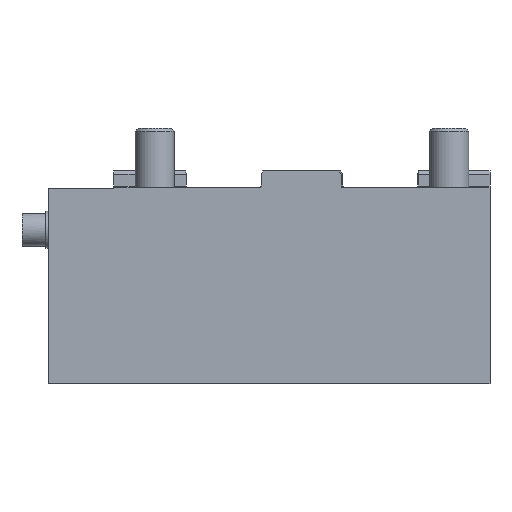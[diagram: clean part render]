
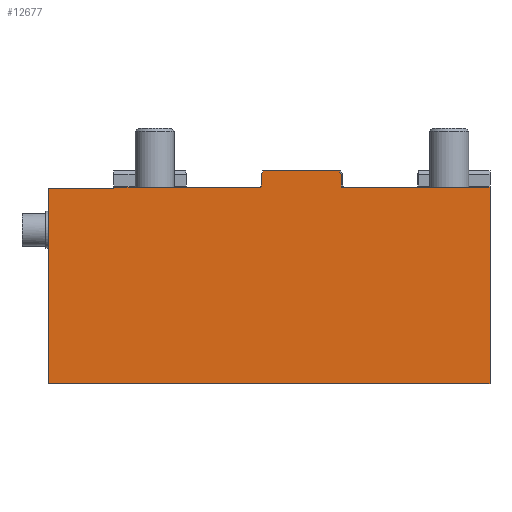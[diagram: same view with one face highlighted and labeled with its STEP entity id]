
A CAD part, front view. The second image highlights one B-rep face of the part: STEP entity #12677.
In plain terms, the highlighted planar face has unit normal (0, 1, 0).
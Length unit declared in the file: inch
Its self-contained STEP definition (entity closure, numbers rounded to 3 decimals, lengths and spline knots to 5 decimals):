
#9 = CARTESIAN_POINT ( 'NONE',  ( -0.49193, -2.20472, 0.01575 ) ) ;
#29 = LINE ( 'NONE', #5062, #10776 ) ;
#60 = DIRECTION ( 'NONE',  ( 0., 0., 1. ) ) ;
#140 = DIRECTION ( 'NONE',  ( 0., 1., 0. ) ) ;
#192 = CARTESIAN_POINT ( 'NONE',  ( -3.05118, -2.20472, -2.3622 ) ) ;
#211 = EDGE_CURVE ( 'NONE', #15052, #13024, #2555, .T. ) ;
#359 = ORIENTED_EDGE ( 'NONE', *, *, #7311, .F. ) ;
#431 = VECTOR ( 'NONE', #10994, 39.37008 ) ;
#528 = VECTOR ( 'NONE', #3966, 39.37008 ) ;
#549 = LINE ( 'NONE', #8034, #2381 ) ;
#725 = CARTESIAN_POINT ( 'NONE',  ( 0., -2.20472, 0.19685 ) ) ;
#838 = EDGE_CURVE ( 'NONE', #8796, #12375, #15737, .T. ) ;
#874 = VECTOR ( 'NONE', #3158, 39.37008 ) ;
#1116 = VECTOR ( 'NONE', #2766, 39.37008 ) ;
#1164 = DIRECTION ( 'NONE',  ( 0., 0., -1. ) ) ;
#1443 = VERTEX_POINT ( 'NONE', #13745 ) ;
#1682 = DIRECTION ( 'NONE',  ( 1., 0., 0. ) ) ;
#1699 = ORIENTED_EDGE ( 'NONE', *, *, #7025, .T. ) ;
#1883 = CARTESIAN_POINT ( 'NONE',  ( 0.47244, -2.20472, 0.15748 ) ) ;
#2334 = ORIENTED_EDGE ( 'NONE', *, *, #3469, .T. ) ;
#2381 = VECTOR ( 'NONE', #1682, 39.37008 ) ;
#2455 = LINE ( 'NONE', #9860, #431 ) ;
#2546 = CARTESIAN_POINT ( 'NONE',  ( 0., -2.20472, 0. ) ) ;
#2555 = CIRCLE ( 'NONE', #7987, 0.01575 ) ;
#2588 = DIRECTION ( 'NONE',  ( 0., 1., 0. ) ) ;
#2766 = DIRECTION ( 'NONE',  ( 0., 0., 1. ) ) ;
#2959 = CARTESIAN_POINT ( 'NONE',  ( 2.26378, -2.20472, 0. ) ) ;
#3096 = DIRECTION ( 'NONE',  ( 0.5, 0., 0.866 ) ) ;
#3158 = DIRECTION ( 'NONE',  ( -1., 0., 0. ) ) ;
#3469 = EDGE_CURVE ( 'NONE', #6366, #11772, #5342, .T. ) ;
#3797 = ORIENTED_EDGE ( 'NONE', *, *, #4119, .T. ) ;
#3871 = CARTESIAN_POINT ( 'NONE',  ( -0.50768, -2.20472, 0.01575 ) ) ;
#3966 = DIRECTION ( 'NONE',  ( 1., 0., 0. ) ) ;
#4073 = VECTOR ( 'NONE', #11792, 39.37008 ) ;
#4119 = EDGE_CURVE ( 'NONE', #6911, #13024, #6442, .T. ) ;
#4187 = EDGE_CURVE ( 'NONE', #1443, #15371, #6826, .T. ) ;
#4231 = CARTESIAN_POINT ( 'NONE',  ( -0.48056, -2.20472, 0.17717 ) ) ;
#4414 = CARTESIAN_POINT ( 'NONE',  ( 0.48819, -2.20472, 0. ) ) ;
#4546 = LINE ( 'NONE', #10588, #7973 ) ;
#4635 = EDGE_CURVE ( 'NONE', #14938, #14297, #549, .T. ) ;
#4655 = ORIENTED_EDGE ( 'NONE', *, *, #7142, .T. ) ;
#4933 = DIRECTION ( 'NONE',  ( 0., 0., 1. ) ) ;
#5034 = VERTEX_POINT ( 'NONE', #9886 ) ;
#5062 = CARTESIAN_POINT ( 'NONE',  ( 2.26378, -2.20472, 0. ) ) ;
#5238 = DIRECTION ( 'NONE',  ( 0., 1., 0. ) ) ;
#5342 = LINE ( 'NONE', #12694, #528 ) ;
#5693 = DIRECTION ( 'NONE',  ( 0.5, 0., -0.866 ) ) ;
#5700 = EDGE_CURVE ( 'NONE', #6911, #14297, #4546, .T. ) ;
#5858 = CARTESIAN_POINT ( 'NONE',  ( -3.05118, -2.20472, -0.01969 ) ) ;
#5924 = ORIENTED_EDGE ( 'NONE', *, *, #13522, .T. ) ;
#6079 = PLANE ( 'NONE',  #11359 ) ;
#6223 = CARTESIAN_POINT ( 'NONE',  ( -2.26378, -2.20472, -0.01969 ) ) ;
#6366 = VERTEX_POINT ( 'NONE', #4414 ) ;
#6442 = LINE ( 'NONE', #2546, #11450 ) ;
#6826 = LINE ( 'NONE', #4231, #13276 ) ;
#6911 = VERTEX_POINT ( 'NONE', #8461 ) ;
#6926 = LINE ( 'NONE', #8310, #15587 ) ;
#7025 = EDGE_CURVE ( 'NONE', #14895, #14938, #9104, .T. ) ;
#7142 = EDGE_CURVE ( 'NONE', #8327, #14895, #9589, .T. ) ;
#7311 = EDGE_CURVE ( 'NONE', #6366, #12375, #7362, .T. ) ;
#7362 = CIRCLE ( 'NONE', #9452, 0.01575 ) ;
#7439 = ORIENTED_EDGE ( 'NONE', *, *, #4635, .T. ) ;
#7570 = DIRECTION ( 'NONE',  ( 1., 0., 0. ) ) ;
#7973 = VECTOR ( 'NONE', #10827, 39.37008 ) ;
#7987 = AXIS2_PLACEMENT_3D ( 'NONE', #3871, #5238, #13982 ) ;
#8034 = CARTESIAN_POINT ( 'NONE',  ( 0., -2.20472, -0.01969 ) ) ;
#8310 = CARTESIAN_POINT ( 'NONE',  ( 0.46108, -2.20472, 0.17717 ) ) ;
#8327 = VERTEX_POINT ( 'NONE', #15054 ) ;
#8387 = CARTESIAN_POINT ( 'NONE',  ( 0.47244, -2.20472, 0. ) ) ;
#8461 = CARTESIAN_POINT ( 'NONE',  ( -2.26378, -2.20472, 0. ) ) ;
#8796 = VERTEX_POINT ( 'NONE', #1883 ) ;
#8800 = ORIENTED_EDGE ( 'NONE', *, *, #15001, .T. ) ;
#9104 = LINE ( 'NONE', #13844, #1116 ) ;
#9153 = EDGE_CURVE ( 'NONE', #5034, #8796, #6926, .T. ) ;
#9452 = AXIS2_PLACEMENT_3D ( 'NONE', #14734, #2588, #4933 ) ;
#9536 = VECTOR ( 'NONE', #13125, 39.37008 ) ;
#9551 = ORIENTED_EDGE ( 'NONE', *, *, #838, .T. ) ;
#9589 = LINE ( 'NONE', #13257, #874 ) ;
#9860 = CARTESIAN_POINT ( 'NONE',  ( -0.49193, -2.20472, 0. ) ) ;
#9886 = CARTESIAN_POINT ( 'NONE',  ( 0.44971, -2.20472, 0.19685 ) ) ;
#9895 = ORIENTED_EDGE ( 'NONE', *, *, #10591, .T. ) ;
#10115 = ORIENTED_EDGE ( 'NONE', *, *, #211, .F. ) ;
#10588 = CARTESIAN_POINT ( 'NONE',  ( -2.26378, -2.20472, 0.19685 ) ) ;
#10591 = EDGE_CURVE ( 'NONE', #11772, #8327, #29, .T. ) ;
#10776 = VECTOR ( 'NONE', #1164, 39.37008 ) ;
#10827 = DIRECTION ( 'NONE',  ( 0., 0., -1. ) ) ;
#10994 = DIRECTION ( 'NONE',  ( 0., 0., 1. ) ) ;
#11359 = AXIS2_PLACEMENT_3D ( 'NONE', #13589, #140, #60 ) ;
#11403 = ORIENTED_EDGE ( 'NONE', *, *, #4187, .T. ) ;
#11450 = VECTOR ( 'NONE', #7570, 39.37008 ) ;
#11772 = VERTEX_POINT ( 'NONE', #2959 ) ;
#11792 = DIRECTION ( 'NONE',  ( 1., 0., 0. ) ) ;
#12039 = CARTESIAN_POINT ( 'NONE',  ( 0.47244, -2.20472, 0.01575 ) ) ;
#12159 = ORIENTED_EDGE ( 'NONE', *, *, #5700, .F. ) ;
#12375 = VERTEX_POINT ( 'NONE', #12039 ) ;
#12677 = ADVANCED_FACE ( 'NONE', ( #13830 ), #6079, .T. ) ;
#12694 = CARTESIAN_POINT ( 'NONE',  ( 0., -2.20472, 0. ) ) ;
#13024 = VERTEX_POINT ( 'NONE', #16015 ) ;
#13125 = DIRECTION ( 'NONE',  ( 0., 0., -1. ) ) ;
#13257 = CARTESIAN_POINT ( 'NONE',  ( 0., -2.20472, -2.3622 ) ) ;
#13276 = VECTOR ( 'NONE', #3096, 39.37008 ) ;
#13426 = ORIENTED_EDGE ( 'NONE', *, *, #9153, .T. ) ;
#13522 = EDGE_CURVE ( 'NONE', #15371, #5034, #14171, .T. ) ;
#13589 = CARTESIAN_POINT ( 'NONE',  ( 0., -2.20472, 0. ) ) ;
#13742 = CARTESIAN_POINT ( 'NONE',  ( -0.4692, -2.20472, 0.19685 ) ) ;
#13745 = CARTESIAN_POINT ( 'NONE',  ( -0.49193, -2.20472, 0.15748 ) ) ;
#13830 = FACE_OUTER_BOUND ( 'NONE', #16057, .T. ) ;
#13844 = CARTESIAN_POINT ( 'NONE',  ( -3.05118, -2.20472, 0. ) ) ;
#13982 = DIRECTION ( 'NONE',  ( 0., 0., -1. ) ) ;
#14171 = LINE ( 'NONE', #725, #4073 ) ;
#14297 = VERTEX_POINT ( 'NONE', #6223 ) ;
#14734 = CARTESIAN_POINT ( 'NONE',  ( 0.48819, -2.20472, 0.01575 ) ) ;
#14895 = VERTEX_POINT ( 'NONE', #192 ) ;
#14938 = VERTEX_POINT ( 'NONE', #5858 ) ;
#15001 = EDGE_CURVE ( 'NONE', #15052, #1443, #2455, .T. ) ;
#15052 = VERTEX_POINT ( 'NONE', #9 ) ;
#15054 = CARTESIAN_POINT ( 'NONE',  ( 2.26378, -2.20472, -2.3622 ) ) ;
#15371 = VERTEX_POINT ( 'NONE', #13742 ) ;
#15587 = VECTOR ( 'NONE', #5693, 39.37008 ) ;
#15737 = LINE ( 'NONE', #8387, #9536 ) ;
#16015 = CARTESIAN_POINT ( 'NONE',  ( -0.50768, -2.20472, 0. ) ) ;
#16057 = EDGE_LOOP ( 'NONE', ( #7439, #12159, #3797, #10115, #8800, #11403, #5924, #13426, #9551, #359, #2334, #9895, #4655, #1699 ) ) ;
